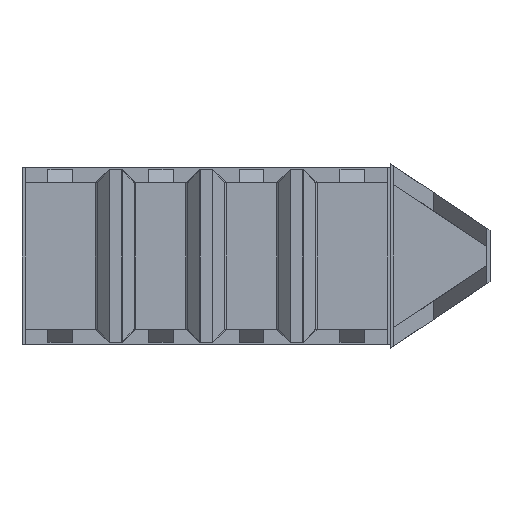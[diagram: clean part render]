
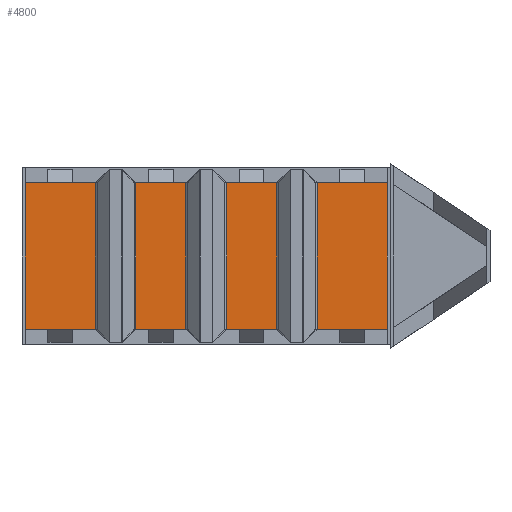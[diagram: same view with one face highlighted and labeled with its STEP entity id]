
A CAD part, front view. The second image highlights one B-rep face of the part: STEP entity #4800.
In plain terms, the highlighted planar face has unit normal (0, -1, 0).
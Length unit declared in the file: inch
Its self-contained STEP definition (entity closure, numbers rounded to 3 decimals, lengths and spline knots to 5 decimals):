
#1061 = EDGE_CURVE ( 'NONE', #5232, #3769, #8564, .T. ) ;
#1152 = DIRECTION ( 'NONE',  ( 1., 0., 0. ) ) ;
#1417 = CARTESIAN_POINT ( 'NONE',  ( 14.75, -0.25, -5.95 ) ) ;
#1435 = DIRECTION ( 'NONE',  ( 0., 0., -1. ) ) ;
#2254 = VECTOR ( 'NONE', #1152, 39.37008 ) ;
#2429 = DIRECTION ( 'NONE',  ( 0., -1., 0. ) ) ;
#2626 = CARTESIAN_POINT ( 'NONE',  ( 14.75, -0.25, 5.95 ) ) ;
#2993 = CARTESIAN_POINT ( 'NONE',  ( -14.75, -0.25, 5.95 ) ) ;
#3706 = VERTEX_POINT ( 'NONE', #2993 ) ;
#3769 = VERTEX_POINT ( 'NONE', #1417 ) ;
#3921 = CARTESIAN_POINT ( 'NONE',  ( -14.75, -0.25, 0. ) ) ;
#3990 = DIRECTION ( 'NONE',  ( 0., 0., 1. ) ) ;
#4082 = ORIENTED_EDGE ( 'NONE', *, *, #12041, .F. ) ;
#4288 = PLANE ( 'NONE',  #11191 ) ;
#4800 = ADVANCED_FACE ( 'NONE', ( #11925 ), #4288, .T. ) ;
#5232 = VERTEX_POINT ( 'NONE', #2626 ) ;
#5660 = VECTOR ( 'NONE', #6947, 39.37008 ) ;
#5702 = DIRECTION ( 'NONE',  ( 0., 0., -1. ) ) ;
#6021 = ORIENTED_EDGE ( 'NONE', *, *, #13177, .F. ) ;
#6437 = LINE ( 'NONE', #11836, #2254 ) ;
#6947 = DIRECTION ( 'NONE',  ( -1., 0., 0. ) ) ;
#7089 = CARTESIAN_POINT ( 'NONE',  ( 0., -0.25, -5.95 ) ) ;
#7091 = EDGE_CURVE ( 'NONE', #11930, #3706, #11251, .T. ) ;
#7130 = VECTOR ( 'NONE', #5702, 39.37008 ) ;
#8001 = LINE ( 'NONE', #7089, #5660 ) ;
#8236 = VECTOR ( 'NONE', #3990, 39.37008 ) ;
#8553 = EDGE_LOOP ( 'NONE', ( #11639, #6021, #10634, #4082 ) ) ;
#8564 = LINE ( 'NONE', #11702, #7130 ) ;
#10634 = ORIENTED_EDGE ( 'NONE', *, *, #7091, .F. ) ;
#11191 = AXIS2_PLACEMENT_3D ( 'NONE', #11333, #2429, #1435 ) ;
#11251 = LINE ( 'NONE', #3921, #8236 ) ;
#11333 = CARTESIAN_POINT ( 'NONE',  ( 0., -0.25, 0. ) ) ;
#11639 = ORIENTED_EDGE ( 'NONE', *, *, #1061, .F. ) ;
#11702 = CARTESIAN_POINT ( 'NONE',  ( 14.75, -0.25, 0. ) ) ;
#11836 = CARTESIAN_POINT ( 'NONE',  ( 0., -0.25, 5.95 ) ) ;
#11925 = FACE_OUTER_BOUND ( 'NONE', #8553, .T. ) ;
#11930 = VERTEX_POINT ( 'NONE', #12069 ) ;
#12041 = EDGE_CURVE ( 'NONE', #3769, #11930, #8001, .T. ) ;
#12069 = CARTESIAN_POINT ( 'NONE',  ( -14.75, -0.25, -5.95 ) ) ;
#13177 = EDGE_CURVE ( 'NONE', #3706, #5232, #6437, .T. ) ;
